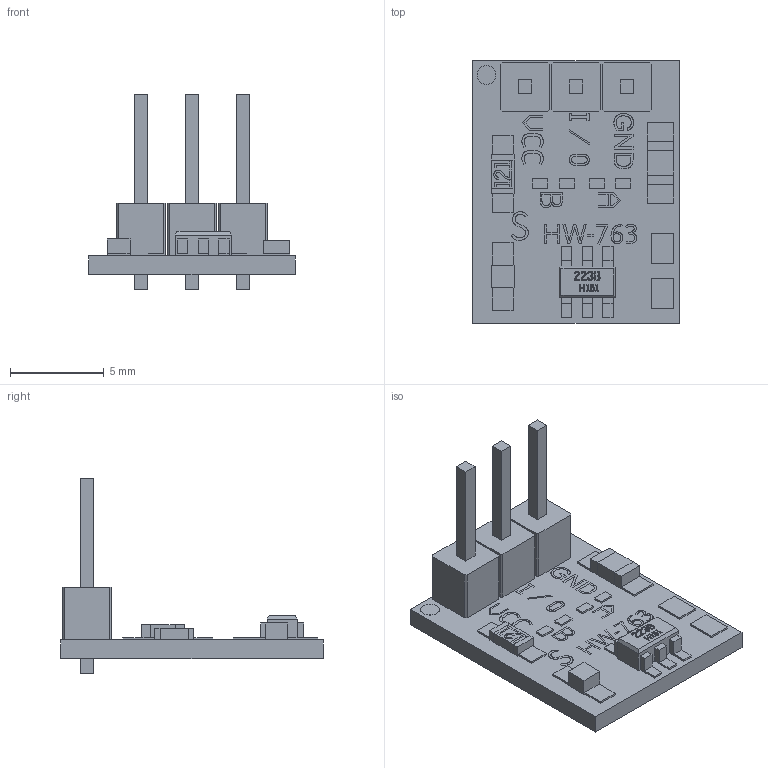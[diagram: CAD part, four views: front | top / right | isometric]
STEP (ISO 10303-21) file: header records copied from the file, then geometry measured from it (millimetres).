
FILE_DESCRIPTION(/* description */ (''),/* implementation_level */ '2;1');
FILE_NAME(/* name */ 'Touch_sensor_HW-763.step',/* time_stamp */ '2025-09-02T11:08:17+02:00',/* author */ (''),/* organization */ (''),/* preprocessor_version */ 'ST-DEVELOPER v20.1',/* originating_system */ 'Autodesk Translation Framework v14.10.0.0',/* authorisation */ '');
FILE_SCHEMA (('AUTOMOTIVE_DESIGN { 1 0 10303 214 3 1 1 }'));
Length unit declared in the file: millimetre
Products named in the file (1): Touch_sensor_HW-763
Bounding box: 11 x 14 x 10.4 mm (x, y, z)
Volume: 234.5 mm3; surface area: 761.2 mm2
Topology: 67 solids, 67 shells, 1085 faces, 2819 edges, 1878 vertices
Faces by surface type: plane 591, bspline 491, cylinder 3
Full cylindrical faces by diameter (mm): 1 x1, 10 x1, 11 x1
Entity records: 37435 total; most frequent: CARTESIAN_POINT 14130, ORIENTED_EDGE 5638, DIRECTION 3033, EDGE_CURVE 2819, VERTEX_POINT 1878, LINE 1831, VECTOR 1831, EDGE_LOOP 1123
